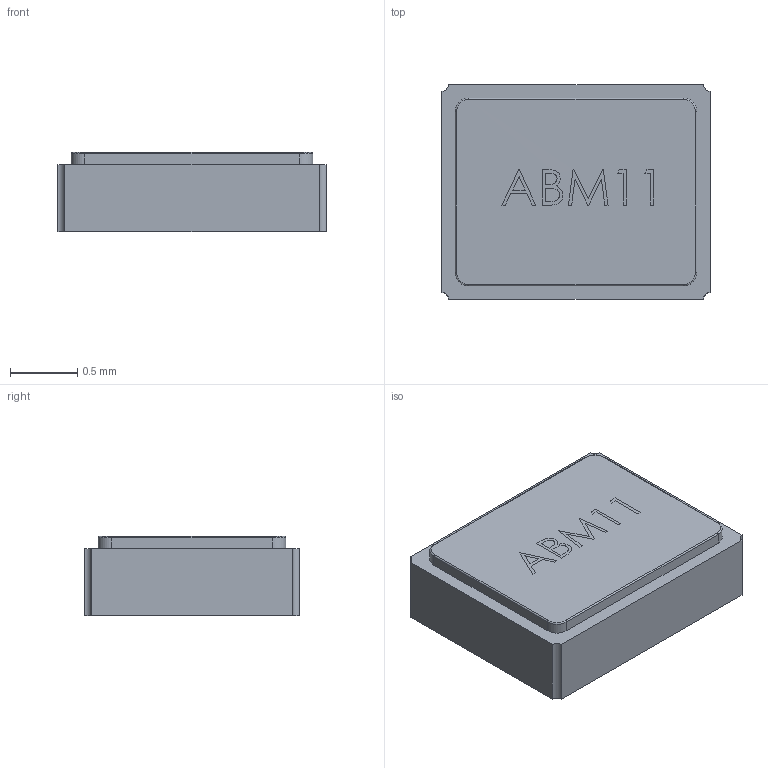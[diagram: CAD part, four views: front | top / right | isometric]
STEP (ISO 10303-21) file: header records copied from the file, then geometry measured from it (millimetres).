
FILE_DESCRIPTION( ( '' ), ' ' );
FILE_NAME( '5b0127d14718e81162a2b6a5.step', '2018-05-20T07:46:25', ( '' ), ( '' ), ' ', ' ', ' ' );
FILE_SCHEMA( ( 'AUTOMOTIVE_DESIGN { 1 0 10303 214 1 1 1 1 }' ) );
Length unit declared in the file: metre
Products named in the file (2): Open CASCADE STEP translator 6.8 1
Bounding box: 2 x 1.6 x 0.59 mm (x, y, z)
Volume: 1.8 mm3; surface area: 15.5 mm2
Topology: 2 solids, 2 shells, 40 faces, 135 edges, 111 vertices
Faces by surface type: plane 24, cylinder 12, torus 4
Entity records: 2518 total; most frequent: CARTESIAN_POINT 376, ORIENTED_EDGE 270, DIRECTION 176, STYLED_ITEM 175, PRESENTATION_STYLE_ASSIGNMENT 175, COLOUR_RGB 175, EDGE_CURVE 135, CURVE_STYLE 135
